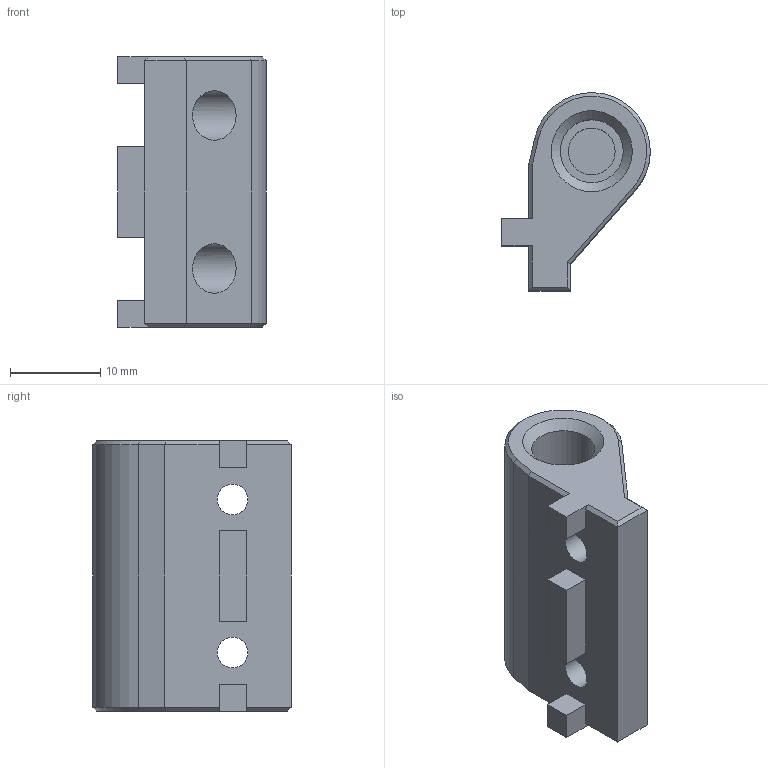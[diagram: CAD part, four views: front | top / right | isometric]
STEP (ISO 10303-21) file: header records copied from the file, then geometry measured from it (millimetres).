
FILE_DESCRIPTION(/* description */ (''),/* implementation_level */ '2;1');
FILE_NAME(/* name */ 'mini_fridge_top_latch_right.step',/* time_stamp */ '2023-11-14T12:47:02-08:00',/* author */ (''),/* organization */ (''),/* preprocessor_version */ 'ST-DEVELOPER v20',/* originating_system */ 'Autodesk Translation Framework v12.14.0.127',/* authorisation */ '');
FILE_SCHEMA (('AUTOMOTIVE_DESIGN { 1 0 10303 214 3 1 1 }'));
Length unit declared in the file: millimetre
Products named in the file (1): mini_fridge_top_latch_right
Bounding box: 16.5 x 22.02 x 30 mm (x, y, z)
Volume: 5157 mm3; surface area: 2976.3 mm2
Topology: 1 solids, 1 shells, 46 faces, 104 edges, 65 vertices
Faces by surface type: plane 36, cylinder 7, cone 3
Full cylindrical faces by diameter (mm): 3.4 x2, 5.2 x1, 5.5 x2, 7 x1
Entity records: 1302 total; most frequent: CARTESIAN_POINT 216, DIRECTION 215, ORIENTED_EDGE 208, EDGE_CURVE 104, LINE 87, VECTOR 87, VERTEX_POINT 65, AXIS2_PLACEMENT_3D 64
